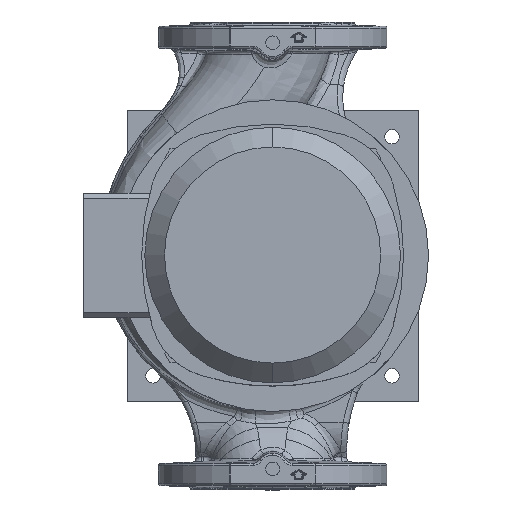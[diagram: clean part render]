
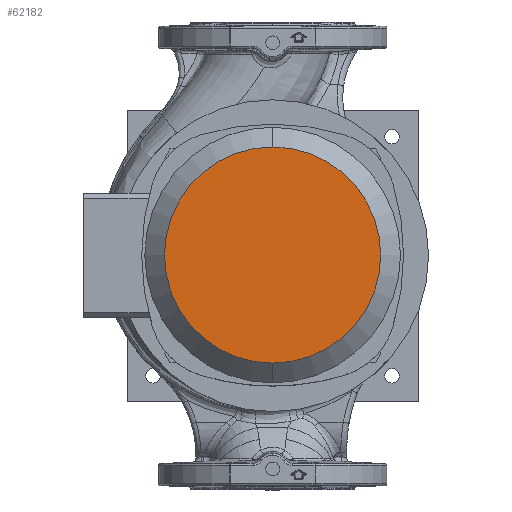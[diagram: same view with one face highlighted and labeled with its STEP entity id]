
A CAD part, top view. The second image highlights one B-rep face of the part: STEP entity #62182.
In plain terms, the highlighted planar face has unit normal (0, 0, 1).
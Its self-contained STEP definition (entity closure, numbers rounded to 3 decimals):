
#8481 = AXIS2_PLACEMENT_3D ( 'NONE', #18121, #18122, #18123 ) ;
#8483 = CIRCLE ( 'NONE', #8481, 104. ) ;
#12359 = VERTEX_POINT ( 'NONE', #15415 ) ;
#12363 = VERTEX_POINT ( 'NONE', #15419 ) ;
#15415 = CARTESIAN_POINT ( 'NONE',  ( 0., 104., 501. ) ) ;
#15419 = CARTESIAN_POINT ( 'NONE',  ( 0., -104., 501. ) ) ;
#15938 = AXIS2_PLACEMENT_3D ( 'NONE', #55661, #55668, #55669 ) ;
#16723 = AXIS2_PLACEMENT_3D ( 'NONE', #42466, #42467, #42468 ) ;
#16739 = CIRCLE ( 'NONE', #16723, 104. ) ;
#18121 = CARTESIAN_POINT ( 'NONE',  ( 0., 0., 501. ) ) ;
#18122 = DIRECTION ( 'NONE',  ( 0., 0., 1. ) ) ;
#18123 = DIRECTION ( 'NONE',  ( 0., 1., 0. ) ) ;
#42466 = CARTESIAN_POINT ( 'NONE',  ( 0., 0., 501. ) ) ;
#42467 = DIRECTION ( 'NONE',  ( 0., 0., 1. ) ) ;
#42468 = DIRECTION ( 'NONE',  ( 0., 1., 0. ) ) ;
#53822 = EDGE_CURVE ( 'NONE', #12359, #12363, #16739, .T. ) ;
#55661 = CARTESIAN_POINT ( 'NONE',  ( -104., 0., 501. ) ) ;
#55664 = FACE_OUTER_BOUND ( 'NONE', #62784, .T. ) ;
#55665 = PLANE ( 'NONE',  #15938 ) ;
#55668 = DIRECTION ( 'NONE',  ( 0., 0., -1. ) ) ;
#55669 = DIRECTION ( 'NONE',  ( 0., -1., 0. ) ) ;
#62182 = ADVANCED_FACE ( 'NONE', ( #55664 ), #55665, .F. ) ;
#62784 = EDGE_LOOP ( 'NONE', ( #80992, #80991 ) ) ;
#63228 = EDGE_CURVE ( 'NONE', #12363, #12359, #8483, .T. ) ;
#80991 = ORIENTED_EDGE ( 'NONE', *, *, #53822, .T. ) ;
#80992 = ORIENTED_EDGE ( 'NONE', *, *, #63228, .T. ) ;
